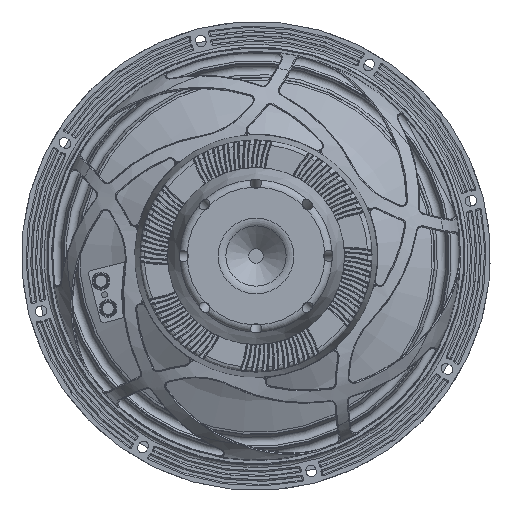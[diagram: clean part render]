
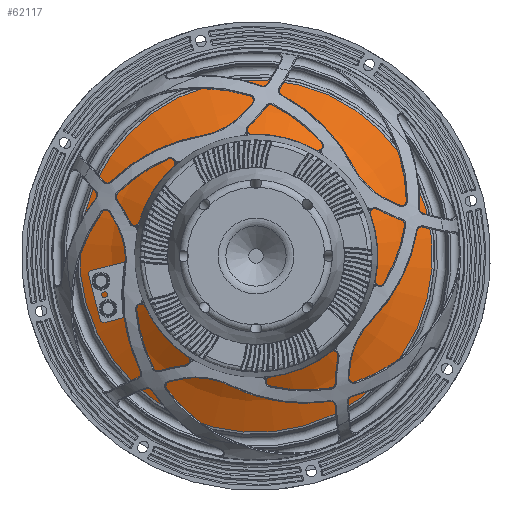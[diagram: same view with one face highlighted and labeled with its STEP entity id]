
A CAD part, front view. The second image highlights one B-rep face of the part: STEP entity #62117.
In plain terms, the highlighted toroidal (fillet/blend) face has major radius 169.152 mm and minor radius 160.515 mm.
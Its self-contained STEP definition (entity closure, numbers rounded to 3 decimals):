
#4101 = AXIS2_PLACEMENT_3D ( 'NONE', #57569, #99133, #57032 ) ;
#6584 = DIRECTION ( 'NONE',  ( 0.718, 0., -0.696 ) ) ;
#15497 = DIRECTION ( 'NONE',  ( 0., -1., 0. ) ) ;
#18326 = EDGE_LOOP ( 'NONE', ( #85001 ) ) ;
#19029 = DIRECTION ( 'NONE',  ( 0., -1., 0. ) ) ;
#25917 = VERTEX_POINT ( 'NONE', #53057 ) ;
#38045 = VERTEX_POINT ( 'NONE', #71849 ) ;
#44646 = AXIS2_PLACEMENT_3D ( 'NONE', #77199, #19029, #47223 ) ;
#44814 = CIRCLE ( 'NONE', #99672, 118.5 ) ;
#47223 = DIRECTION ( 'NONE',  ( 0.718, 0., -0.696 ) ) ;
#49387 = EDGE_LOOP ( 'NONE', ( #68725 ) ) ;
#51887 = CIRCLE ( 'NONE', #4101, 39.409 ) ;
#53057 = CARTESIAN_POINT ( 'NONE',  ( 85.104, 100.211, -82.459 ) ) ;
#57032 = DIRECTION ( 'NONE',  ( 0.718, 0., -0.696 ) ) ;
#57569 = CARTESIAN_POINT ( 'NONE',  ( 0., 42.404, 0. ) ) ;
#59569 = EDGE_CURVE ( 'NONE', #25917, #25917, #44814, .T. ) ;
#62117 = ADVANCED_FACE ( 'NONE', ( #94932, #93269 ), #71222, .F. ) ;
#68725 = ORIENTED_EDGE ( 'NONE', *, *, #59569, .T. ) ;
#71222 = TOROIDAL_SURFACE ( 'NONE', #44646, 169.152, 160.515 ) ;
#71849 = CARTESIAN_POINT ( 'NONE',  ( 28.302, 42.404, -27.423 ) ) ;
#76285 = CARTESIAN_POINT ( 'NONE',  ( 0., 100.211, 0. ) ) ;
#77199 = CARTESIAN_POINT ( 'NONE',  ( 0., -52.102, 0. ) ) ;
#85001 = ORIENTED_EDGE ( 'NONE', *, *, #100833, .F. ) ;
#93269 = FACE_OUTER_BOUND ( 'NONE', #49387, .T. ) ;
#94932 = FACE_OUTER_BOUND ( 'NONE', #18326, .T. ) ;
#99133 = DIRECTION ( 'NONE',  ( 0., -1., 0. ) ) ;
#99672 = AXIS2_PLACEMENT_3D ( 'NONE', #76285, #15497, #6584 ) ;
#100833 = EDGE_CURVE ( 'NONE', #38045, #38045, #51887, .T. ) ;
